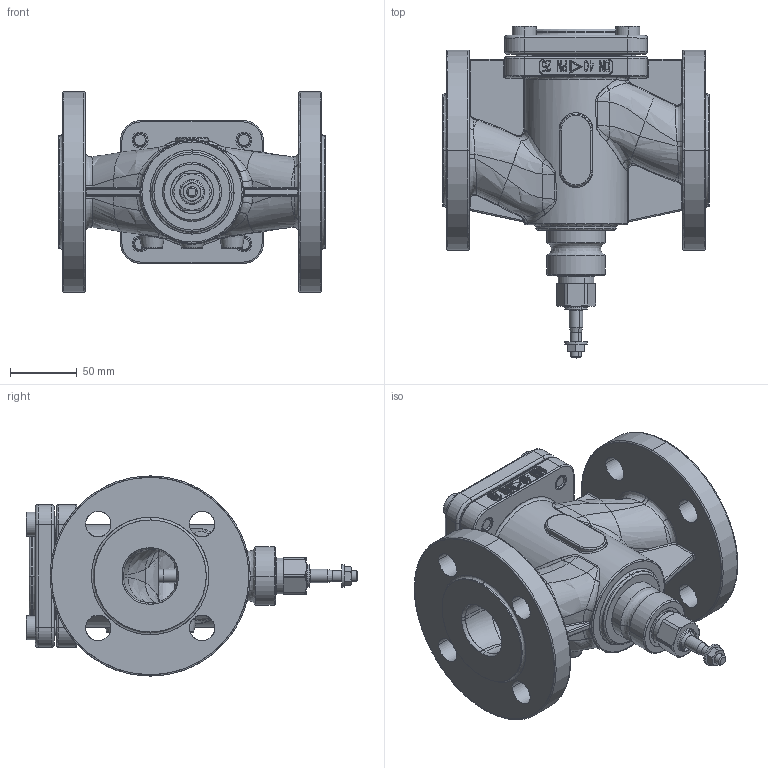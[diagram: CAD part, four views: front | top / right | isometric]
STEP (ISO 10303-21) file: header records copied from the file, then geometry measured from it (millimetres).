
FILE_DESCRIPTION(('CATIA V5 STEP Exchange'),'2;1');
FILE_NAME('6217s17.stp','2012-04-26T05:43:26+00:00',('none'),('none'),'CATIA Version 5 Release 20 SP 6 (IN-10)','CATIA V5 STEP AP203','none');
FILE_SCHEMA(('CONFIG_CONTROL_DESIGN'));
Products named in the file (2): 6217s17; 954-1367s1
Assembly tree (18 placements, depth 3):
  6217s17
    #58
    954-1367s1
      #90067
      #92422  x2
      #92545  x2
      #92921
    #93103
    #93751
    #95831
    #96000
    #97517  x4
    #98485
    #99014
Bounding box: 200 x 248.7 x 150 mm (x, y, z)
Volume: 252944.1 mm3; surface area: 296095.8 mm2
Topology: 16 solids, 1068 shells, 1482 faces, 6287 edges, 5918 vertices
Faces by surface type: plane 623, cylinder 316, bspline 290, revolution 98, torus 80, cone 75
Entity records: 99532 total; most frequent: CARTESIAN_POINT 55413, ORIENTED_EDGE 6718, DIRECTION 6349, EDGE_CURVE 6021, VERTEX_POINT 5748, VECTOR 3394, LINE 3394, AXIS2_PLACEMENT_3D 1943
